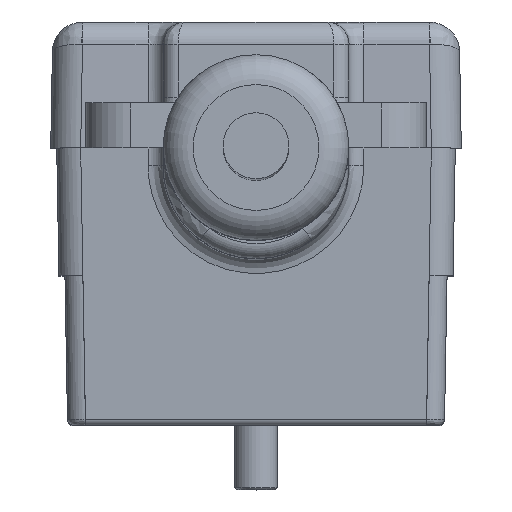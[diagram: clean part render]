
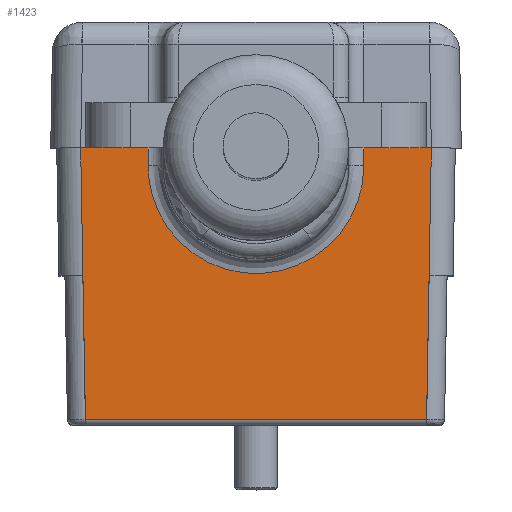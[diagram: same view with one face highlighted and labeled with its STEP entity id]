
A CAD part, top view. The second image highlights one B-rep face of the part: STEP entity #1423.
In plain terms, the highlighted planar face has unit normal (0, -0.018, 1).
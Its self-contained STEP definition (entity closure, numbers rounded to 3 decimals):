
#156=ELLIPSE('',#4332,7.201,7.2);
#201=PLANE('',#4333);
#350=FACE_OUTER_BOUND('',#1725,.T.);
#576=LINE('',#5922,#1001);
#577=LINE('',#5925,#1002);
#578=LINE('',#5927,#1003);
#579=LINE('',#5929,#1004);
#580=LINE('',#5931,#1005);
#581=LINE('',#5933,#1006);
#582=LINE('',#5935,#1007);
#583=LINE('',#5937,#1008);
#584=LINE('',#5941,#1009);
#585=LINE('',#5943,#1010);
#586=LINE('',#5945,#1011);
#1001=VECTOR('',#4729,1.);
#1002=VECTOR('',#4730,1.);
#1003=VECTOR('',#4731,1.);
#1004=VECTOR('',#4732,1.);
#1005=VECTOR('',#4733,1.);
#1006=VECTOR('',#4734,1.);
#1007=VECTOR('',#4735,1.);
#1008=VECTOR('',#4736,1.);
#1009=VECTOR('',#4739,1.);
#1010=VECTOR('',#4740,1.);
#1011=VECTOR('',#4741,1.);
#1423=ADVANCED_FACE('',(#350),#201,.T.);
#1725=EDGE_LOOP('',(#2006,#2007,#2008,#2009,#2010,#2011,#2012,#2013,#2014,
#2015,#2016,#2017));
#2006=ORIENTED_EDGE('',*,*,#3613,.T.);
#2007=ORIENTED_EDGE('',*,*,#3614,.T.);
#2008=ORIENTED_EDGE('',*,*,#3615,.T.);
#2009=ORIENTED_EDGE('',*,*,#3616,.T.);
#2010=ORIENTED_EDGE('',*,*,#3617,.T.);
#2011=ORIENTED_EDGE('',*,*,#3618,.T.);
#2012=ORIENTED_EDGE('',*,*,#3619,.T.);
#2013=ORIENTED_EDGE('',*,*,#3620,.T.);
#2014=ORIENTED_EDGE('',*,*,#3621,.T.);
#2015=ORIENTED_EDGE('',*,*,#3622,.T.);
#2016=ORIENTED_EDGE('',*,*,#3623,.T.);
#2017=ORIENTED_EDGE('',*,*,#3624,.F.);
#3222=VERTEX_POINT('',#5923);
#3223=VERTEX_POINT('',#5924);
#3224=VERTEX_POINT('',#5926);
#3225=VERTEX_POINT('',#5928);
#3226=VERTEX_POINT('',#5930);
#3227=VERTEX_POINT('',#5932);
#3228=VERTEX_POINT('',#5934);
#3229=VERTEX_POINT('',#5936);
#3230=VERTEX_POINT('',#5938);
#3231=VERTEX_POINT('',#5940);
#3232=VERTEX_POINT('',#5942);
#3233=VERTEX_POINT('',#5944);
#3613=EDGE_CURVE('',#3222,#3223,#576,.T.);
#3614=EDGE_CURVE('',#3223,#3224,#577,.T.);
#3615=EDGE_CURVE('',#3224,#3225,#578,.T.);
#3616=EDGE_CURVE('',#3225,#3226,#579,.T.);
#3617=EDGE_CURVE('',#3226,#3227,#580,.T.);
#3618=EDGE_CURVE('',#3227,#3228,#581,.T.);
#3619=EDGE_CURVE('',#3228,#3229,#582,.T.);
#3620=EDGE_CURVE('',#3229,#3230,#583,.T.);
#3621=EDGE_CURVE('',#3230,#3231,#156,.T.);
#3622=EDGE_CURVE('',#3231,#3232,#584,.T.);
#3623=EDGE_CURVE('',#3232,#3233,#585,.T.);
#3624=EDGE_CURVE('',#3222,#3233,#586,.T.);
#4332=AXIS2_PLACEMENT_3D('',#5939,#4737,#4738);
#4333=AXIS2_PLACEMENT_3D('',#5946,#4742,#4743);
#4729=DIRECTION('',(-1.,0.,0.));
#4730=DIRECTION('',(0.017,-1.,-0.017));
#4731=DIRECTION('',(1.,0.,0.));
#4732=DIRECTION('',(0.017,1.,0.017));
#4733=DIRECTION('',(-1.,0.,0.));
#4734=DIRECTION('',(-1.,0.,0.));
#4735=DIRECTION('',(-1.,0.,0.));
#4736=DIRECTION('',(0.,-1.,-0.017));
#4737=DIRECTION('',(0.,0.017,-1.));
#4738=DIRECTION('',(0.,1.,0.017));
#4739=DIRECTION('',(0.,1.,0.017));
#4740=DIRECTION('',(-1.,0.,0.));
#4741=DIRECTION('',(1.,0.,0.));
#4742=DIRECTION('',(0.,-0.017,1.));
#4743=DIRECTION('',(-1.,0.,0.));
#5922=CARTESIAN_POINT('',(-14.45,0.,-6.1));
#5923=CARTESIAN_POINT('',(-11.35,0.,-6.1));
#5924=CARTESIAN_POINT('',(-11.7,0.,-6.1));
#5925=CARTESIAN_POINT('',(-11.552,-8.472,-6.248));
#5926=CARTESIAN_POINT('',(-11.384,-18.107,-6.416));
#5927=CARTESIAN_POINT('',(-14.45,-18.107,-6.416));
#5928=CARTESIAN_POINT('',(11.384,-18.107,-6.416));
#5929=CARTESIAN_POINT('',(11.818,6.741,-5.982));
#5930=CARTESIAN_POINT('',(11.7,0.,-6.1));
#5931=CARTESIAN_POINT('',(-14.45,0.,-6.1));
#5932=CARTESIAN_POINT('',(11.35,0.,-6.1));
#5933=CARTESIAN_POINT('',(11.35,0.,-6.1));
#5934=CARTESIAN_POINT('',(9.35,0.,-6.1));
#5935=CARTESIAN_POINT('',(-14.45,0.,-6.1));
#5936=CARTESIAN_POINT('',(7.2,0.,-6.1));
#5937=CARTESIAN_POINT('',(7.2,-1.2,-6.121));
#5938=CARTESIAN_POINT('',(7.2,-1.183,-6.121));
#5939=CARTESIAN_POINT('',(0.,-1.183,-6.121));
#5940=CARTESIAN_POINT('',(-7.2,-1.183,-6.121));
#5941=CARTESIAN_POINT('',(-7.2,0.,-6.1));
#5942=CARTESIAN_POINT('',(-7.2,0.,-6.1));
#5943=CARTESIAN_POINT('',(-14.45,0.,-6.1));
#5944=CARTESIAN_POINT('',(-9.35,0.,-6.1));
#5945=CARTESIAN_POINT('',(-11.35,0.,-6.1));
#5946=CARTESIAN_POINT('',(-14.45,7.199,-5.974));
